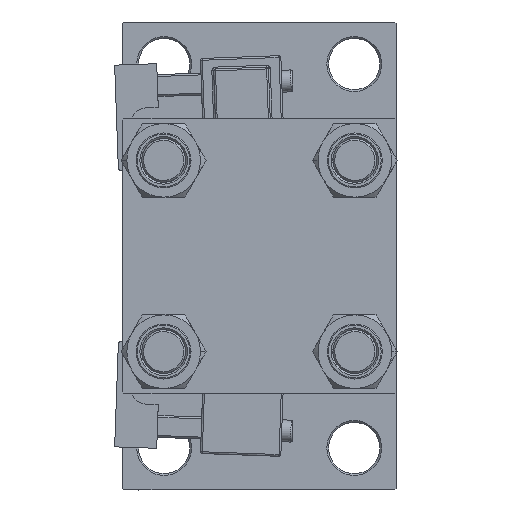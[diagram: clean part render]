
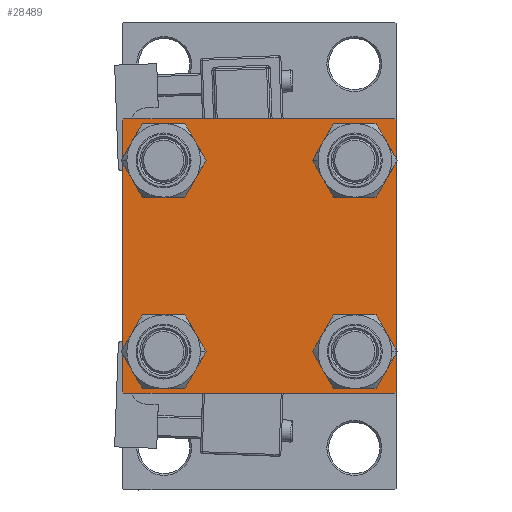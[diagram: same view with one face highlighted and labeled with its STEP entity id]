
A CAD part, left-side view. The second image highlights one B-rep face of the part: STEP entity #28489.
In plain terms, the highlighted planar face has unit normal (-1, 0, 0).
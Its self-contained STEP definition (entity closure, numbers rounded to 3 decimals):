
#192 = CARTESIAN_POINT ( 'NONE',  ( 0., -26.15, -19.65 ) ) ;
#601 = AXIS2_PLACEMENT_3D ( 'NONE', #19667, #8091, #38480 ) ;
#830 = EDGE_LOOP ( 'NONE', ( #23055, #8992 ) ) ;
#1132 = LINE ( 'NONE', #16216, #34782 ) ;
#1288 = CARTESIAN_POINT ( 'NONE',  ( 0., 37.5, 37.5 ) ) ;
#1295 = LINE ( 'NONE', #47211, #1677 ) ;
#1508 = DIRECTION ( 'NONE',  ( 0., 0., 1. ) ) ;
#1617 = FACE_BOUND ( 'NONE', #22761, .T. ) ;
#1677 = VECTOR ( 'NONE', #12817, 1000. ) ;
#2101 = ORIENTED_EDGE ( 'NONE', *, *, #22132, .T. ) ;
#2230 = EDGE_CURVE ( 'NONE', #19963, #28315, #5308, .T. ) ;
#2519 = ORIENTED_EDGE ( 'NONE', *, *, #12297, .T. ) ;
#3327 = AXIS2_PLACEMENT_3D ( 'NONE', #20300, #12001, #35333 ) ;
#4279 = CIRCLE ( 'NONE', #23530, 6.5 ) ;
#4282 = CARTESIAN_POINT ( 'NONE',  ( 0., 37.5, -37. ) ) ;
#4451 = VERTEX_POINT ( 'NONE', #37537 ) ;
#4538 = ORIENTED_EDGE ( 'NONE', *, *, #24862, .T. ) ;
#5308 = LINE ( 'NONE', #16613, #29623 ) ;
#5381 = PLANE ( 'NONE',  #22547 ) ;
#5582 = LINE ( 'NONE', #39709, #39253 ) ;
#5875 = FACE_BOUND ( 'NONE', #32138, .T. ) ;
#6053 = VERTEX_POINT ( 'NONE', #48241 ) ;
#6356 = CARTESIAN_POINT ( 'NONE',  ( 0., 37.5, 37. ) ) ;
#6847 = EDGE_CURVE ( 'NONE', #38302, #42570, #26576, .T. ) ;
#7532 = CARTESIAN_POINT ( 'NONE',  ( 0., 26.15, -26.15 ) ) ;
#7564 = ORIENTED_EDGE ( 'NONE', *, *, #17948, .T. ) ;
#7929 = EDGE_CURVE ( 'NONE', #17790, #6053, #41822, .T. ) ;
#8091 = DIRECTION ( 'NONE',  ( 1., 0., 0. ) ) ;
#8136 = DIRECTION ( 'NONE',  ( 0., 0.707, -0.707 ) ) ;
#8514 = CARTESIAN_POINT ( 'NONE',  ( 0., 26.15, 26.15 ) ) ;
#8621 = FACE_BOUND ( 'NONE', #17835, .T. ) ;
#8840 = CARTESIAN_POINT ( 'NONE',  ( 0., -26.15, 19.65 ) ) ;
#8992 = ORIENTED_EDGE ( 'NONE', *, *, #11054, .T. ) ;
#9019 = DIRECTION ( 'NONE',  ( 1., 0., 0. ) ) ;
#9197 = CARTESIAN_POINT ( 'NONE',  ( 0., -37.25, 37.25 ) ) ;
#9518 = LINE ( 'NONE', #17833, #13874 ) ;
#10096 = EDGE_LOOP ( 'NONE', ( #49294, #2519, #2101, #38989, #24593, #35463, #39736, #14725 ) ) ;
#10437 = ORIENTED_EDGE ( 'NONE', *, *, #6847, .T. ) ;
#10493 = EDGE_CURVE ( 'NONE', #19963, #18711, #42287, .T. ) ;
#10983 = DIRECTION ( 'NONE',  ( 0., 0., 1. ) ) ;
#11054 = EDGE_CURVE ( 'NONE', #23872, #22840, #4279, .T. ) ;
#12001 = DIRECTION ( 'NONE',  ( 1., 0., 0. ) ) ;
#12175 = DIRECTION ( 'NONE',  ( 0., 0., 1. ) ) ;
#12297 = EDGE_CURVE ( 'NONE', #16118, #37355, #1132, .T. ) ;
#12817 = DIRECTION ( 'NONE',  ( 0., 0., -1. ) ) ;
#13874 = VECTOR ( 'NONE', #24629, 1000. ) ;
#14725 = ORIENTED_EDGE ( 'NONE', *, *, #10493, .T. ) ;
#15649 = CARTESIAN_POINT ( 'NONE',  ( 0., -26.15, -32.65 ) ) ;
#15861 = LINE ( 'NONE', #1288, #21885 ) ;
#16118 = VERTEX_POINT ( 'NONE', #4282 ) ;
#16216 = CARTESIAN_POINT ( 'NONE',  ( 0., 37.25, -37.25 ) ) ;
#16451 = DIRECTION ( 'NONE',  ( 0., -0.707, -0.707 ) ) ;
#16613 = CARTESIAN_POINT ( 'NONE',  ( 0., 37.5, 37.5 ) ) ;
#17184 = FACE_OUTER_BOUND ( 'NONE', #10096, .T. ) ;
#17375 = DIRECTION ( 'NONE',  ( 0., -1., 0. ) ) ;
#17609 = EDGE_CURVE ( 'NONE', #46018, #17959, #34239, .T. ) ;
#17790 = VERTEX_POINT ( 'NONE', #24746 ) ;
#17794 = VERTEX_POINT ( 'NONE', #40748 ) ;
#17833 = CARTESIAN_POINT ( 'NONE',  ( 0., -37.25, -37.25 ) ) ;
#17835 = EDGE_LOOP ( 'NONE', ( #35325, #31184 ) ) ;
#17948 = EDGE_CURVE ( 'NONE', #6053, #17790, #22261, .T. ) ;
#17959 = VERTEX_POINT ( 'NONE', #15649 ) ;
#18711 = VERTEX_POINT ( 'NONE', #6356 ) ;
#19280 = CARTESIAN_POINT ( 'NONE',  ( 0., -26.15, 26.15 ) ) ;
#19667 = CARTESIAN_POINT ( 'NONE',  ( 0., 26.15, -26.15 ) ) ;
#19963 = VERTEX_POINT ( 'NONE', #47071 ) ;
#20300 = CARTESIAN_POINT ( 'NONE',  ( 0., -26.15, -26.15 ) ) ;
#20696 = DIRECTION ( 'NONE',  ( -1., 0., 0. ) ) ;
#20825 = VECTOR ( 'NONE', #47116, 1000. ) ;
#21192 = DIRECTION ( 'NONE',  ( 0., 0., 1. ) ) ;
#21885 = VECTOR ( 'NONE', #27907, 1000. ) ;
#21932 = AXIS2_PLACEMENT_3D ( 'NONE', #19280, #41598, #30084 ) ;
#22132 = EDGE_CURVE ( 'NONE', #37355, #17794, #5582, .T. ) ;
#22261 = CIRCLE ( 'NONE', #601, 6.5 ) ;
#22317 = EDGE_CURVE ( 'NONE', #48322, #28315, #27316, .T. ) ;
#22512 = AXIS2_PLACEMENT_3D ( 'NONE', #8514, #9019, #1508 ) ;
#22547 = AXIS2_PLACEMENT_3D ( 'NONE', #27985, #20696, #21192 ) ;
#22761 = EDGE_LOOP ( 'NONE', ( #7564, #30476 ) ) ;
#22840 = VERTEX_POINT ( 'NONE', #37223 ) ;
#22881 = DIRECTION ( 'NONE',  ( 1., 0., 0. ) ) ;
#23055 = ORIENTED_EDGE ( 'NONE', *, *, #34753, .T. ) ;
#23428 = AXIS2_PLACEMENT_3D ( 'NONE', #7532, #22881, #29922 ) ;
#23530 = AXIS2_PLACEMENT_3D ( 'NONE', #33341, #45609, #10983 ) ;
#23840 = AXIS2_PLACEMENT_3D ( 'NONE', #47056, #35504, #12175 ) ;
#23855 = CARTESIAN_POINT ( 'NONE',  ( 0., -37.5, 37. ) ) ;
#23872 = VERTEX_POINT ( 'NONE', #8840 ) ;
#23965 = DIRECTION ( 'NONE',  ( 1., 0., 0. ) ) ;
#24593 = ORIENTED_EDGE ( 'NONE', *, *, #28073, .F. ) ;
#24629 = DIRECTION ( 'NONE',  ( 0., -0.707, 0.707 ) ) ;
#24746 = CARTESIAN_POINT ( 'NONE',  ( 0., 26.15, -32.65 ) ) ;
#24862 = EDGE_CURVE ( 'NONE', #42570, #38302, #39324, .T. ) ;
#24978 = FACE_BOUND ( 'NONE', #830, .T. ) ;
#25574 = CARTESIAN_POINT ( 'NONE',  ( 0., -37., 37.5 ) ) ;
#26155 = EDGE_CURVE ( 'NONE', #17959, #46018, #46585, .T. ) ;
#26576 = CIRCLE ( 'NONE', #44165, 6.5 ) ;
#27316 = LINE ( 'NONE', #9197, #20825 ) ;
#27728 = CARTESIAN_POINT ( 'NONE',  ( 0., 26.15, 26.15 ) ) ;
#27907 = DIRECTION ( 'NONE',  ( 0., 0., -1. ) ) ;
#27985 = CARTESIAN_POINT ( 'NONE',  ( 0., 0., 0. ) ) ;
#28073 = EDGE_CURVE ( 'NONE', #48322, #4451, #1295, .T. ) ;
#28315 = VERTEX_POINT ( 'NONE', #25574 ) ;
#28489 = ADVANCED_FACE ( 'NONE', ( #24978, #8621, #1617, #5875, #17184 ), #5381, .T. ) ;
#29623 = VECTOR ( 'NONE', #31937, 1000. ) ;
#29687 = CARTESIAN_POINT ( 'NONE',  ( 0., 26.15, 19.65 ) ) ;
#29922 = DIRECTION ( 'NONE',  ( 0., 0., 1. ) ) ;
#30084 = DIRECTION ( 'NONE',  ( 0., 0., 1. ) ) ;
#30281 = CARTESIAN_POINT ( 'NONE',  ( 0., 37.25, 37.25 ) ) ;
#30476 = ORIENTED_EDGE ( 'NONE', *, *, #7929, .T. ) ;
#31184 = ORIENTED_EDGE ( 'NONE', *, *, #26155, .T. ) ;
#31937 = DIRECTION ( 'NONE',  ( 0., -1., 0. ) ) ;
#32138 = EDGE_LOOP ( 'NONE', ( #4538, #10437 ) ) ;
#33077 = EDGE_CURVE ( 'NONE', #18711, #16118, #15861, .T. ) ;
#33341 = CARTESIAN_POINT ( 'NONE',  ( 0., -26.15, 26.15 ) ) ;
#33693 = EDGE_CURVE ( 'NONE', #17794, #4451, #9518, .T. ) ;
#34239 = CIRCLE ( 'NONE', #23840, 6.5 ) ;
#34753 = EDGE_CURVE ( 'NONE', #22840, #23872, #43537, .T. ) ;
#34782 = VECTOR ( 'NONE', #16451, 1000. ) ;
#35325 = ORIENTED_EDGE ( 'NONE', *, *, #17609, .T. ) ;
#35333 = DIRECTION ( 'NONE',  ( 0., 0., 1. ) ) ;
#35463 = ORIENTED_EDGE ( 'NONE', *, *, #22317, .T. ) ;
#35504 = DIRECTION ( 'NONE',  ( 1., 0., 0. ) ) ;
#37223 = CARTESIAN_POINT ( 'NONE',  ( 0., -26.15, 32.65 ) ) ;
#37355 = VERTEX_POINT ( 'NONE', #43474 ) ;
#37537 = CARTESIAN_POINT ( 'NONE',  ( 0., -37.5, -37. ) ) ;
#38302 = VERTEX_POINT ( 'NONE', #29687 ) ;
#38480 = DIRECTION ( 'NONE',  ( 0., 0., 1. ) ) ;
#38519 = DIRECTION ( 'NONE',  ( 0., 0., 1. ) ) ;
#38989 = ORIENTED_EDGE ( 'NONE', *, *, #33693, .T. ) ;
#39253 = VECTOR ( 'NONE', #17375, 1000. ) ;
#39324 = CIRCLE ( 'NONE', #22512, 6.5 ) ;
#39709 = CARTESIAN_POINT ( 'NONE',  ( 0., 37.5, -37.5 ) ) ;
#39736 = ORIENTED_EDGE ( 'NONE', *, *, #2230, .F. ) ;
#40748 = CARTESIAN_POINT ( 'NONE',  ( 0., -37., -37.5 ) ) ;
#41598 = DIRECTION ( 'NONE',  ( 1., 0., 0. ) ) ;
#41822 = CIRCLE ( 'NONE', #23428, 6.5 ) ;
#42287 = LINE ( 'NONE', #30281, #45924 ) ;
#42570 = VERTEX_POINT ( 'NONE', #46251 ) ;
#43474 = CARTESIAN_POINT ( 'NONE',  ( 0., 37., -37.5 ) ) ;
#43537 = CIRCLE ( 'NONE', #21932, 6.5 ) ;
#44165 = AXIS2_PLACEMENT_3D ( 'NONE', #27728, #23965, #38519 ) ;
#45609 = DIRECTION ( 'NONE',  ( 1., 0., 0. ) ) ;
#45924 = VECTOR ( 'NONE', #8136, 1000. ) ;
#46018 = VERTEX_POINT ( 'NONE', #192 ) ;
#46251 = CARTESIAN_POINT ( 'NONE',  ( 0., 26.15, 32.65 ) ) ;
#46585 = CIRCLE ( 'NONE', #3327, 6.5 ) ;
#47056 = CARTESIAN_POINT ( 'NONE',  ( 0., -26.15, -26.15 ) ) ;
#47071 = CARTESIAN_POINT ( 'NONE',  ( 0., 37., 37.5 ) ) ;
#47116 = DIRECTION ( 'NONE',  ( 0., 0.707, 0.707 ) ) ;
#47211 = CARTESIAN_POINT ( 'NONE',  ( 0., -37.5, 37.5 ) ) ;
#48241 = CARTESIAN_POINT ( 'NONE',  ( 0., 26.15, -19.65 ) ) ;
#48322 = VERTEX_POINT ( 'NONE', #23855 ) ;
#49294 = ORIENTED_EDGE ( 'NONE', *, *, #33077, .T. ) ;
